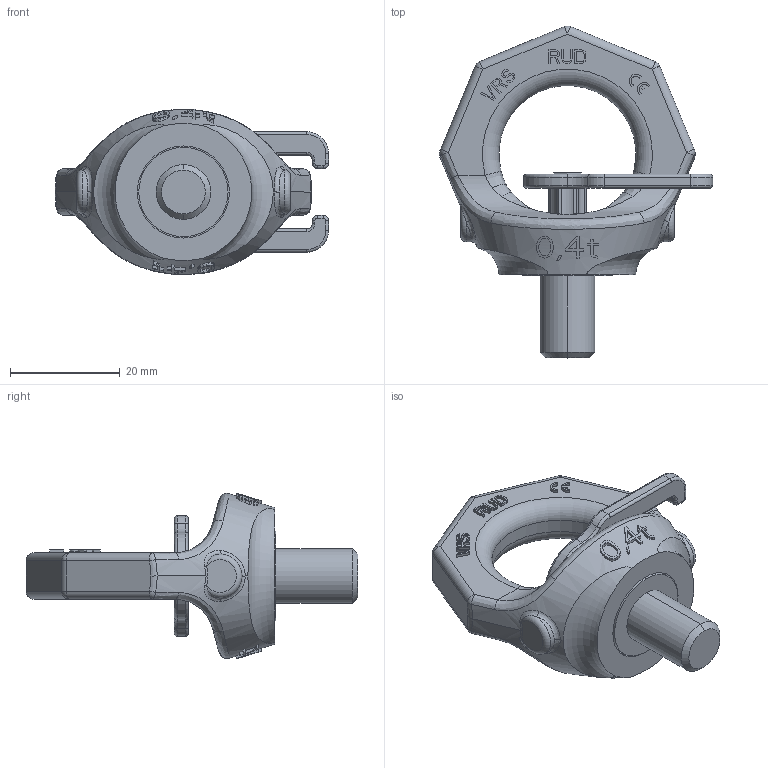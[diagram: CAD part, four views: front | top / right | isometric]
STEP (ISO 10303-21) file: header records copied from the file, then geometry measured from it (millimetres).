
FILE_DESCRIPTION((''),'2;1');
FILE_NAME('001-M35305-P-2_ASM','2018-08-21T',('Andreas.Wendler'),(''),'PRO/ENGINEER BY PARAMETRIC TECHNOLOGY CORPORATION, 2011490','PRO/ENGINEER BY PARAMETRIC TECHNOLOGY CORPORATION, 2011490','');
FILE_SCHEMA(('CONFIG_CONTROL_DESIGN'));
Length unit declared in the file: millimetre
Products named in the file (4): 001-M35305-P-1; 001-M35102-P-1; 001-M31135-P-3; 001-M35305-P-2_ASM
Assembly tree (3 placements, depth 2):
  001-M35305-P-2_ASM
    001-M35305-P-1
    001-M35102-P-1
    001-M31135-P-3
Bounding box: 49.87 x 60.57 x 30.21 mm (x, y, z)
Volume: 16296.6 mm3; surface area: 8338.6 mm2
Topology: 3 solids, 3 shells, 730 faces, 1949 edges, 1258 vertices
Faces by surface type: plane 538, cylinder 84, bspline 62, torus 34, sphere 10, cone 2
Entity records: 26268 total; most frequent: CARTESIAN_POINT 8899, ORIENTED_EDGE 3898, DIRECTION 3091, EDGE_CURVE 1949, VECTOR 1273, LINE 1273, VERTEX_POINT 1258, AXIS2_PLACEMENT_3D 909
